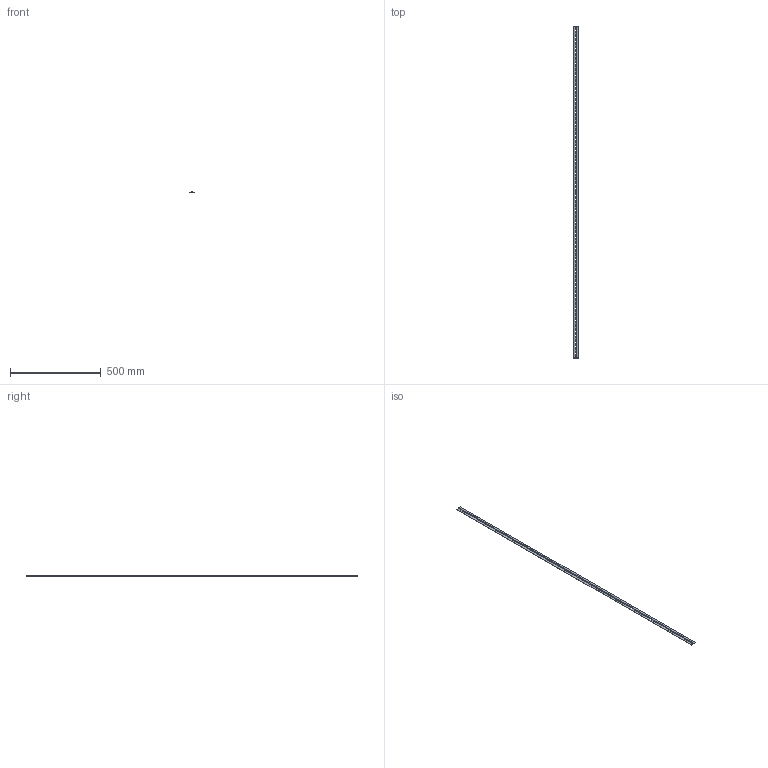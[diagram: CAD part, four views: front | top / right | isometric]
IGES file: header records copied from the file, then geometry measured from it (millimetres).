
Start section: SolidWorks IGES file using analytic representation for surfaces
Global section: file name: B-20257-C3.IGS,15; native system: HSolidWorks 2018; preprocessor: SolidWorks 2018; author: 1337yo; date: 210617.135213; units: millimetre
Bounding box: 32 x 1829 x 5.4 mm (x, y, z)
Surface area: 170576.4 mm2 (no closed solid volume)
Topology: 0 solids, 0 shells, 750 faces, 19530 edges, 19530 vertices
Faces by surface type: bspline 379, revolution 371
